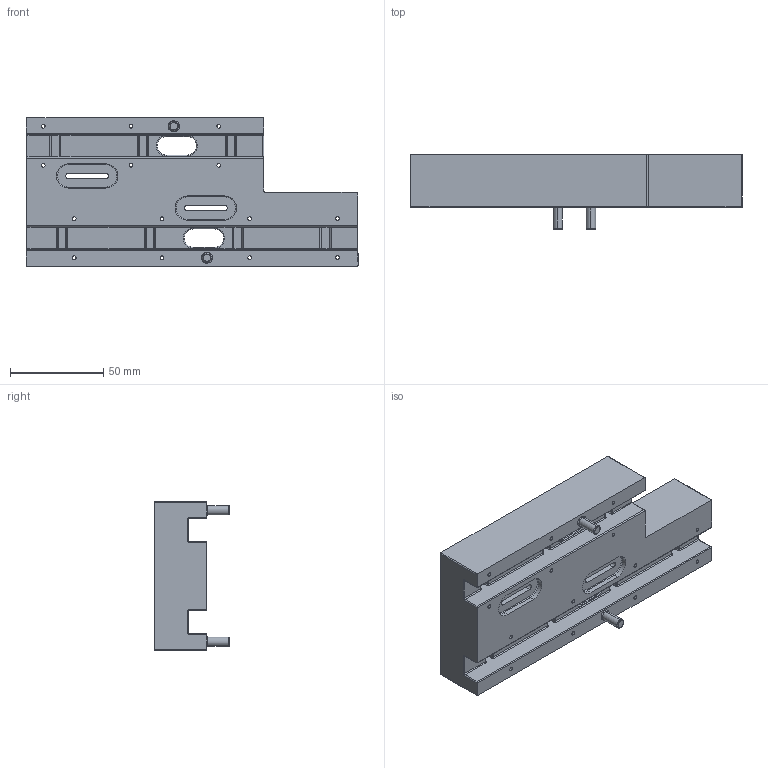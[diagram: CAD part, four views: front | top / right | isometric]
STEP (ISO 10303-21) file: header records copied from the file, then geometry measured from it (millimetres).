
FILE_DESCRIPTION (( 'STEP AP214' ), '1' );
FILE_NAME ('motor_support_natural.STEP', '2025-03-04T10:12:42', ( '' ), ( '' ), 'SwSTEP 2.0', 'SolidWorks 2024', '' );
FILE_SCHEMA (( 'AUTOMOTIVE_DESIGN' ));
Length unit declared in the file: millimetre
Products named in the file (1): motor_support_natural
Bounding box: 178.31 x 40 x 80 mm (x, y, z)
Volume: 288429 mm3; surface area: 52376.8 mm2
Topology: 1 solids, 1 shells, 302 faces, 728 edges, 404 vertices
Faces by surface type: cylinder 162, plane 60, torus 52, sphere 28
Entity records: 8603 total; most frequent: DIRECTION 1666, CARTESIAN_POINT 1431, ORIENTED_EDGE 1400, EDGE_CURVE 700, AXIS2_PLACEMENT_3D 671, VERTEX_POINT 404, CIRCLE 368, EDGE_LOOP 342
